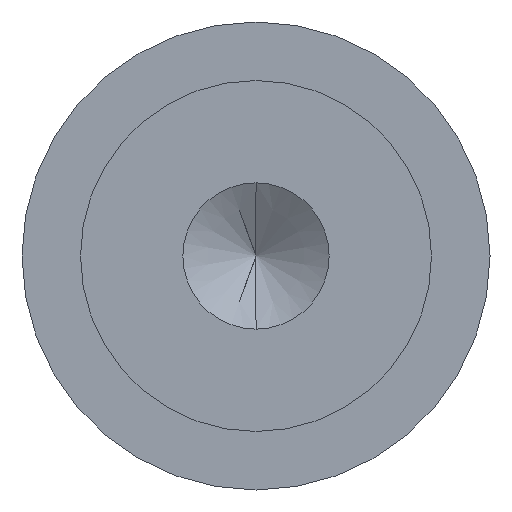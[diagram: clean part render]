
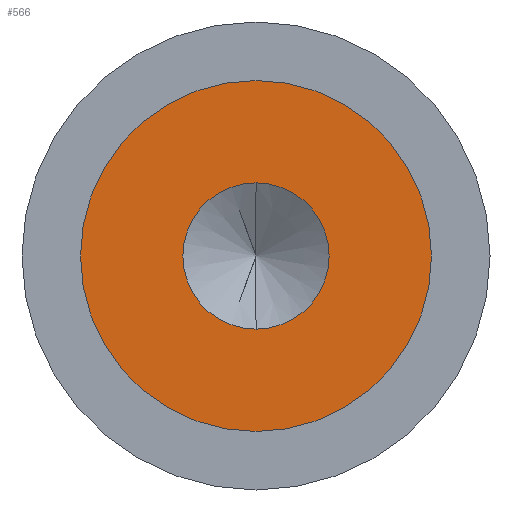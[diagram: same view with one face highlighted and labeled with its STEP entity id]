
A CAD part, front view. The second image highlights one B-rep face of the part: STEP entity #566.
In plain terms, the highlighted planar face has unit normal (0, -1, 0).
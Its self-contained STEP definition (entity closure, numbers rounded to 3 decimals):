
#4 = EDGE_CURVE ( 'NONE', #391, #411, #233, .T. ) ;
#21 = CARTESIAN_POINT ( 'NONE',  ( 0., -20.5, 1.25 ) ) ;
#25 = DIRECTION ( 'NONE',  ( 0., 0., 1. ) ) ;
#28 = EDGE_CURVE ( 'NONE', #447, #487, #93, .T. ) ;
#71 = CARTESIAN_POINT ( 'NONE',  ( 0., -20.5, -1.25 ) ) ;
#75 = CARTESIAN_POINT ( 'NONE',  ( 0., -20.5, 3. ) ) ;
#91 = AXIS2_PLACEMENT_3D ( 'NONE', #350, #250, #500 ) ;
#92 = EDGE_CURVE ( 'NONE', #411, #391, #459, .T. ) ;
#93 = CIRCLE ( 'NONE', #225, 1.25 ) ;
#115 = CARTESIAN_POINT ( 'NONE',  ( 0., -20.5, 0. ) ) ;
#157 = CARTESIAN_POINT ( 'NONE',  ( 0., -20.5, -3. ) ) ;
#191 = CARTESIAN_POINT ( 'NONE',  ( 0., -20.5, 0. ) ) ;
#216 = DIRECTION ( 'NONE',  ( 0., 0., -1. ) ) ;
#225 = AXIS2_PLACEMENT_3D ( 'NONE', #294, #298, #302 ) ;
#233 = CIRCLE ( 'NONE', #384, 3. ) ;
#250 = DIRECTION ( 'NONE',  ( 0., 1., 0. ) ) ;
#251 = EDGE_LOOP ( 'NONE', ( #284, #453 ) ) ;
#284 = ORIENTED_EDGE ( 'NONE', *, *, #28, .F. ) ;
#294 = CARTESIAN_POINT ( 'NONE',  ( 0., -20.5, 0. ) ) ;
#298 = DIRECTION ( 'NONE',  ( 0., -1., 0. ) ) ;
#300 = ORIENTED_EDGE ( 'NONE', *, *, #92, .F. ) ;
#302 = DIRECTION ( 'NONE',  ( 0., 0., -1. ) ) ;
#338 = EDGE_CURVE ( 'NONE', #487, #447, #443, .T. ) ;
#349 = DIRECTION ( 'NONE',  ( 0., 0., 1. ) ) ;
#350 = CARTESIAN_POINT ( 'NONE',  ( 0., -20.5, 0. ) ) ;
#352 = EDGE_LOOP ( 'NONE', ( #300, #653 ) ) ;
#384 = AXIS2_PLACEMENT_3D ( 'NONE', #598, #649, #25 ) ;
#391 = VERTEX_POINT ( 'NONE', #157 ) ;
#411 = VERTEX_POINT ( 'NONE', #75 ) ;
#437 = DIRECTION ( 'NONE',  ( 0., -1., 0. ) ) ;
#443 = CIRCLE ( 'NONE', #480, 1.25 ) ;
#447 = VERTEX_POINT ( 'NONE', #71 ) ;
#453 = ORIENTED_EDGE ( 'NONE', *, *, #338, .F. ) ;
#457 = FACE_OUTER_BOUND ( 'NONE', #352, .T. ) ;
#459 = CIRCLE ( 'NONE', #531, 3. ) ;
#480 = AXIS2_PLACEMENT_3D ( 'NONE', #115, #437, #216 ) ;
#487 = VERTEX_POINT ( 'NONE', #21 ) ;
#500 = DIRECTION ( 'NONE',  ( 0., 0., 1. ) ) ;
#531 = AXIS2_PLACEMENT_3D ( 'NONE', #191, #557, #349 ) ;
#552 = PLANE ( 'NONE',  #91 ) ;
#557 = DIRECTION ( 'NONE',  ( 0., 1., 0. ) ) ;
#566 = ADVANCED_FACE ( 'NONE', ( #587, #457 ), #552, .F. ) ;
#587 = FACE_BOUND ( 'NONE', #251, .T. ) ;
#598 = CARTESIAN_POINT ( 'NONE',  ( 0., -20.5, 0. ) ) ;
#649 = DIRECTION ( 'NONE',  ( 0., 1., 0. ) ) ;
#653 = ORIENTED_EDGE ( 'NONE', *, *, #4, .F. ) ;
